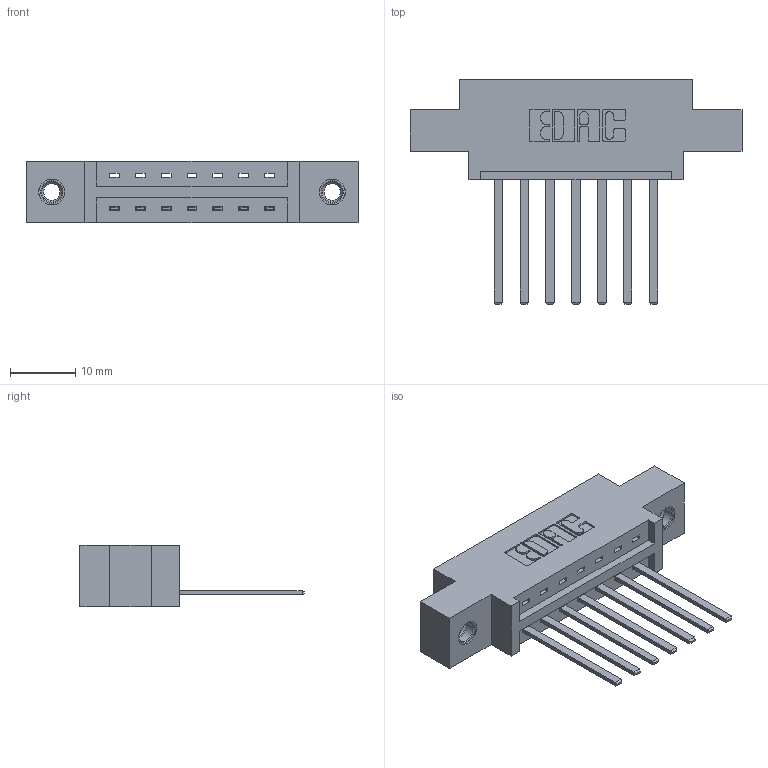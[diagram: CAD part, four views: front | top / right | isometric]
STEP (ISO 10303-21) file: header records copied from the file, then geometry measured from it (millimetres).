
FILE_DESCRIPTION (( 'STEP AP203' ), '1' );
FILE_NAME ('337-007-544-607.STEP', '2019-09-27T18:19:55', ( '' ), ( '' ), 'SwSTEP 2.0', 'SolidWorks 2016', '' );
FILE_SCHEMA (( 'CONFIG_CONTROL_DESIGN' ));
Length unit declared in the file: inch
Products named in the file (4): 345-292-001_345-293-144; 337-007-544-607; 337 Part_0.170 Offset - 0.156 Dia-TI; 345-250-001_345-250-005-103
Assembly tree (10 placements, depth 2):
  337-007-544-607
    337 Part_0.170 Offset - 0.156 Dia-TI
    345-292-001_345-293-144  x7
    345-250-001_345-250-005-103  x2
Bounding box: 50.75 x 34.3 x 9.4 mm (x, y, z)
Volume: 4786.6 mm3; surface area: 5156.1 mm2
Topology: 10 solids, 10 shells, 570 faces, 1649 edges, 1082 vertices
Faces by surface type: plane 400, cylinder 154, cone 12, torus 4
Entity records: 10864 total; most frequent: CARTESIAN_POINT 1870, ORIENTED_EDGE 1806, DIRECTION 1675, EDGE_CURVE 903, VECTOR 759, LINE 759, VERTEX_POINT 596, AXIS2_PLACEMENT_3D 458
